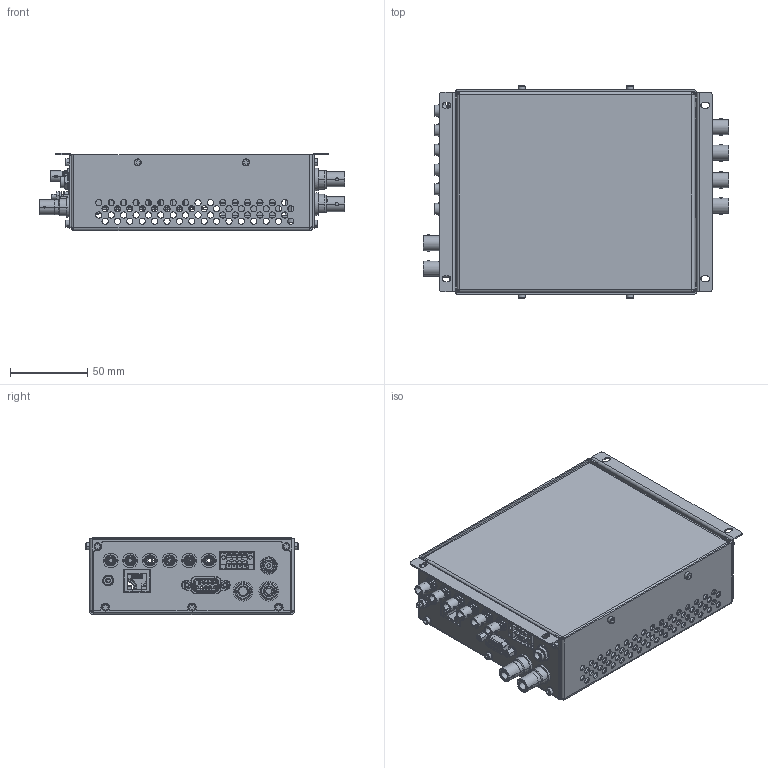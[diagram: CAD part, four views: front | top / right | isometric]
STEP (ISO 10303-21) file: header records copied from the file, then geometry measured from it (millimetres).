
FILE_DESCRIPTION (( 'STEP AP214' ), '1' );
FILE_NAME ('88202680-FX4.STEP', '2024-05-23T19:13:17', ( '' ), ( '' ), 'SwSTEP 2.0', 'SolidWorks 2022', '' );
FILE_SCHEMA (( 'AUTOMOTIVE_DESIGN' ));
Length unit declared in the file: millimetre
Products named in the file (1): 88202680-FX4
Bounding box: 197.35 x 137 x 50.25 mm (x, y, z)
Surface area: 219858.7 mm2 (no closed solid volume)
Topology: 0 solids, 235 shells, 1973 faces, 8795 edges, 6898 vertices
Faces by surface type: plane 995, cylinder 749, cone 134, bspline 54, torus 36, sphere 5
Entity records: 121617 total; most frequent: CARTESIAN_POINT 28240, DIRECTION 14667, ORIENTED_EDGE 12744, EDGE_CURVE 8791, VERTEX_POINT 6898, LINE 5491, VECTOR 5491, AXIS2_PLACEMENT_3D 4588
